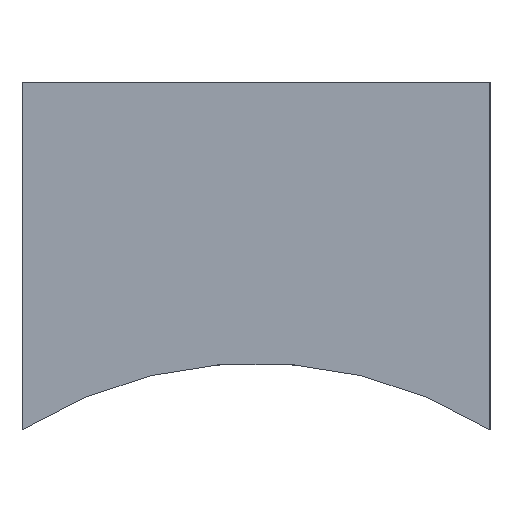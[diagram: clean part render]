
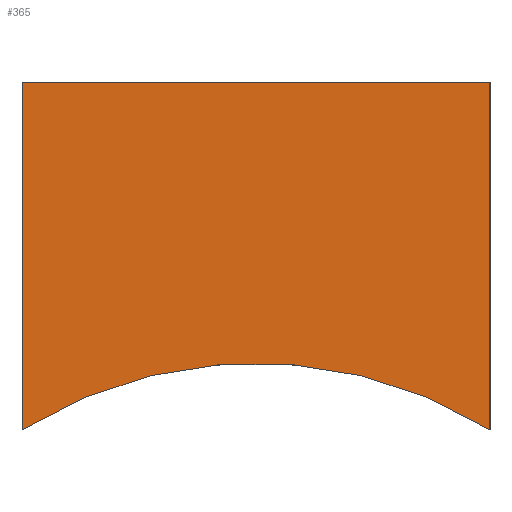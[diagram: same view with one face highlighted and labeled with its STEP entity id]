
A CAD part, left-side view. The second image highlights one B-rep face of the part: STEP entity #365.
In plain terms, the highlighted planar face has unit normal (-1, 0, 0).
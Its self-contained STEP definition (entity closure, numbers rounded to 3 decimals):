
#160=CARTESIAN_POINT('Vertex',(-25.,20.,0.)) ;
#165=CARTESIAN_POINT('Line Origine',(-25.,0.,0.)) ;
#169=CARTESIAN_POINT('Vertex',(-25.,-20.,0.)) ;
#327=CARTESIAN_POINT('Vertex',(-25.,-20.,-29.689)) ;
#330=CARTESIAN_POINT('Line Origine',(-25.,-20.,-14.845)) ;
#342=CARTESIAN_POINT('Axis2P3D Location',(-25.,-20.,0.)) ;
#347=CARTESIAN_POINT('Line Origine',(-25.,20.,-14.845)) ;
#351=CARTESIAN_POINT('Vertex',(-25.,20.,-29.689)) ;
#354=CARTESIAN_POINT('Axis2P3D Location',(-25.,0.,-62.)) ;
#167=VECTOR('Line Direction',#166,1.) ;
#332=VECTOR('Line Direction',#331,1.) ;
#349=VECTOR('Line Direction',#348,1.) ;
#166=DIRECTION('Vector Direction',(0.,1.,0.)) ;
#331=DIRECTION('Vector Direction',(0.,0.,-1.)) ;
#343=DIRECTION('Axis2P3D Direction',(-1.,0.,0.)) ;
#344=DIRECTION('Axis2P3D XDirection',(0.,1.,0.)) ;
#348=DIRECTION('Vector Direction',(0.,0.,-1.)) ;
#355=DIRECTION('Axis2P3D Direction',(-1.,0.,0.)) ;
#345=AXIS2_PLACEMENT_3D('Plane Axis2P3D',#342,#343,#344) ;
#356=AXIS2_PLACEMENT_3D('Circle Axis2P3D',#354,#355,$) ;
#168=LINE('Line',#165,#167) ;
#333=LINE('Line',#330,#332) ;
#350=LINE('Line',#347,#349) ;
#357=CIRCLE('generated circle',#356,38.) ;
#346=PLANE('',#345) ;
#171=EDGE_CURVE('',#170,#161,#168,.T.) ;
#334=EDGE_CURVE('',#170,#328,#333,.T.) ;
#353=EDGE_CURVE('',#161,#352,#350,.T.) ;
#358=EDGE_CURVE('',#352,#328,#357,.F.) ;
#359=EDGE_LOOP('',(#360,#361,#362,#363)) ;
#360=ORIENTED_EDGE('',*,*,#334,.F.) ;
#361=ORIENTED_EDGE('',*,*,#171,.T.) ;
#362=ORIENTED_EDGE('',*,*,#353,.T.) ;
#363=ORIENTED_EDGE('',*,*,#358,.T.) ;
#161=VERTEX_POINT('',#160) ;
#170=VERTEX_POINT('',#169) ;
#328=VERTEX_POINT('',#327) ;
#352=VERTEX_POINT('',#351) ;
#365=ADVANCED_FACE('CRABE_SUPPORT_6R_ADMI',(#364),#346,.T.) ;
#364=FACE_OUTER_BOUND('',#359,.T.) ;
